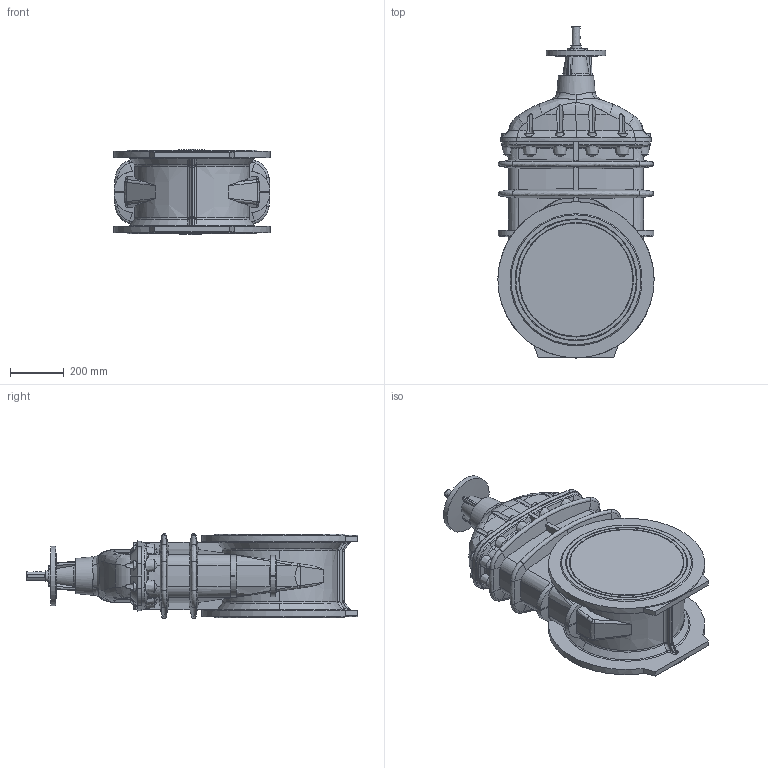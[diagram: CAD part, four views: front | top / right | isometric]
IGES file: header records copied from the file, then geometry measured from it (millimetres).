
Start section: SolidWorks IGES file using analytic representation for surfaces
Global section: file name: 1540040016 Outline drawing.IGS; native system: SolidWorks 2012; preprocessor: SolidWorks 2012; author: rozh; date: 140623.170521; units: millimetre
Bounding box: 580 x 1232.5 x 315.91 mm (x, y, z)
Surface area: 2343194.1 mm2 (no closed solid volume)
Topology: 0 solids, 0 shells, 567 faces, 4594 edges, 5992 vertices
Faces by surface type: revolution 368, bspline 199
